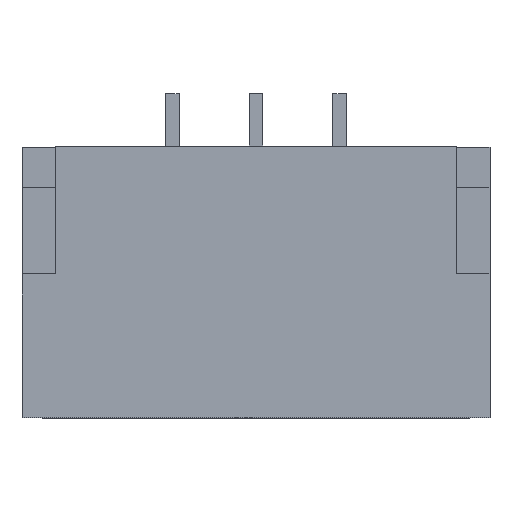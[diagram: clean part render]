
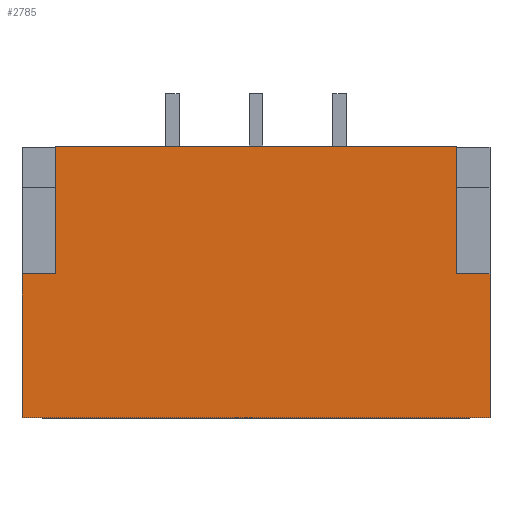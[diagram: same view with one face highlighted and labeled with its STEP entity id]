
A CAD part, top view. The second image highlights one B-rep face of the part: STEP entity #2785.
In plain terms, the highlighted planar face has unit normal (0, 0, 1).
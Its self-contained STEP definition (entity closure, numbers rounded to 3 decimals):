
#597 = PLANE('',#598);
#598 = AXIS2_PLACEMENT_3D('',#599,#600,#601);
#599 = CARTESIAN_POINT('',(-3.5,-2.75,0.1));
#600 = DIRECTION('',(1.,0.,0.));
#601 = DIRECTION('',(0.,1.,0.));
#625 = PLANE('',#626);
#626 = AXIS2_PLACEMENT_3D('',#627,#628,#629);
#627 = CARTESIAN_POINT('',(3.5,1.3,0.1));
#628 = DIRECTION('',(0.,-1.,0.));
#629 = DIRECTION('',(1.,0.,0.));
#653 = PLANE('',#654);
#654 = AXIS2_PLACEMENT_3D('',#655,#656,#657);
#655 = CARTESIAN_POINT('',(3.5,-2.75,0.1));
#656 = DIRECTION('',(-1.,0.,0.));
#657 = DIRECTION('',(0.,-1.,0.));
#1111 = VERTEX_POINT('',#1112);
#1112 = CARTESIAN_POINT('',(-3.,1.3,4.35));
#1126 = PLANE('',#1127);
#1127 = AXIS2_PLACEMENT_3D('',#1128,#1129,#1130);
#1128 = CARTESIAN_POINT('',(-3.,-0.6,4.35));
#1129 = DIRECTION('',(-1.,0.,0.));
#1130 = DIRECTION('',(0.,1.,0.));
#1138 = EDGE_CURVE('',#1139,#1111,#1141,.T.);
#1139 = VERTEX_POINT('',#1140);
#1140 = CARTESIAN_POINT('',(3.,1.3,4.35));
#1141 = SURFACE_CURVE('',#1142,(#1146,#1153),.PCURVE_S1.);
#1142 = LINE('',#1143,#1144);
#1143 = CARTESIAN_POINT('',(3.5,1.3,4.35));
#1144 = VECTOR('',#1145,1.);
#1145 = DIRECTION('',(-1.,0.,0.));
#1146 = PCURVE('',#625,#1147);
#1147 = DEFINITIONAL_REPRESENTATION('',(#1148),#1152);
#1148 = LINE('',#1149,#1150);
#1149 = CARTESIAN_POINT('',(0.,4.25));
#1150 = VECTOR('',#1151,1.);
#1151 = DIRECTION('',(-1.,0.));
#1152 = ( GEOMETRIC_REPRESENTATION_CONTEXT(2) 
PARAMETRIC_REPRESENTATION_CONTEXT() REPRESENTATION_CONTEXT('2D SPACE',''
  ) );
#1153 = PCURVE('',#1154,#1159);
#1154 = PLANE('',#1155);
#1155 = AXIS2_PLACEMENT_3D('',#1156,#1157,#1158);
#1156 = CARTESIAN_POINT('',(3.5,-2.75,4.35));
#1157 = DIRECTION('',(0.,0.,-1.));
#1158 = DIRECTION('',(1.,0.,0.));
#1159 = DEFINITIONAL_REPRESENTATION('',(#1160),#1164);
#1160 = LINE('',#1161,#1162);
#1161 = CARTESIAN_POINT('',(0.,-4.05));
#1162 = VECTOR('',#1163,1.);
#1163 = DIRECTION('',(-1.,0.));
#1164 = ( GEOMETRIC_REPRESENTATION_CONTEXT(2) 
PARAMETRIC_REPRESENTATION_CONTEXT() REPRESENTATION_CONTEXT('2D SPACE',''
  ) );
#1182 = PLANE('',#1183);
#1183 = AXIS2_PLACEMENT_3D('',#1184,#1185,#1186);
#1184 = CARTESIAN_POINT('',(3.,-0.6,4.35));
#1185 = DIRECTION('',(1.,0.,0.));
#1186 = DIRECTION('',(0.,1.,0.));
#1881 = VERTEX_POINT('',#1882);
#1882 = CARTESIAN_POINT('',(-3.5,-0.6,4.35));
#1898 = PLANE('',#1899);
#1899 = AXIS2_PLACEMENT_3D('',#1900,#1901,#1902);
#1900 = CARTESIAN_POINT('',(-3.,-0.6,4.35));
#1901 = DIRECTION('',(0.,1.,0.));
#1902 = DIRECTION('',(-1.,0.,0.));
#2182 = VERTEX_POINT('',#2183);
#2183 = CARTESIAN_POINT('',(-3.5,-2.75,4.35));
#2197 = PLANE('',#2198);
#2198 = AXIS2_PLACEMENT_3D('',#2199,#2200,#2201);
#2199 = CARTESIAN_POINT('',(3.5,-2.75,0.1));
#2200 = DIRECTION('',(0.,-1.,0.));
#2201 = DIRECTION('',(1.,0.,0.));
#2209 = EDGE_CURVE('',#2182,#1881,#2210,.T.);
#2210 = SURFACE_CURVE('',#2211,(#2215,#2222),.PCURVE_S1.);
#2211 = LINE('',#2212,#2213);
#2212 = CARTESIAN_POINT('',(-3.5,-2.75,4.35));
#2213 = VECTOR('',#2214,1.);
#2214 = DIRECTION('',(0.,1.,0.));
#2215 = PCURVE('',#597,#2216);
#2216 = DEFINITIONAL_REPRESENTATION('',(#2217),#2221);
#2217 = LINE('',#2218,#2219);
#2218 = CARTESIAN_POINT('',(0.,4.25));
#2219 = VECTOR('',#2220,1.);
#2220 = DIRECTION('',(1.,0.));
#2221 = ( GEOMETRIC_REPRESENTATION_CONTEXT(2) 
PARAMETRIC_REPRESENTATION_CONTEXT() REPRESENTATION_CONTEXT('2D SPACE',''
  ) );
#2222 = PCURVE('',#1154,#2223);
#2223 = DEFINITIONAL_REPRESENTATION('',(#2224),#2228);
#2224 = LINE('',#2225,#2226);
#2225 = CARTESIAN_POINT('',(-7.,0.));
#2226 = VECTOR('',#2227,1.);
#2227 = DIRECTION('',(0.,-1.));
#2228 = ( GEOMETRIC_REPRESENTATION_CONTEXT(2) 
PARAMETRIC_REPRESENTATION_CONTEXT() REPRESENTATION_CONTEXT('2D SPACE',''
  ) );
#2314 = VERTEX_POINT('',#2315);
#2315 = CARTESIAN_POINT('',(3.5,-0.6,4.35));
#2329 = PLANE('',#2330);
#2330 = AXIS2_PLACEMENT_3D('',#2331,#2332,#2333);
#2331 = CARTESIAN_POINT('',(3.,-0.6,4.35));
#2332 = DIRECTION('',(0.,-1.,0.));
#2333 = DIRECTION('',(1.,0.,0.));
#2341 = EDGE_CURVE('',#2342,#2314,#2344,.T.);
#2342 = VERTEX_POINT('',#2343);
#2343 = CARTESIAN_POINT('',(3.5,-2.75,4.35));
#2344 = SURFACE_CURVE('',#2345,(#2349,#2356),.PCURVE_S1.);
#2345 = LINE('',#2346,#2347);
#2346 = CARTESIAN_POINT('',(3.5,-2.75,4.35));
#2347 = VECTOR('',#2348,1.);
#2348 = DIRECTION('',(0.,1.,0.));
#2349 = PCURVE('',#653,#2350);
#2350 = DEFINITIONAL_REPRESENTATION('',(#2351),#2355);
#2351 = LINE('',#2352,#2353);
#2352 = CARTESIAN_POINT('',(0.,4.25));
#2353 = VECTOR('',#2354,1.);
#2354 = DIRECTION('',(-1.,0.));
#2355 = ( GEOMETRIC_REPRESENTATION_CONTEXT(2) 
PARAMETRIC_REPRESENTATION_CONTEXT() REPRESENTATION_CONTEXT('2D SPACE',''
  ) );
#2356 = PCURVE('',#1154,#2357);
#2357 = DEFINITIONAL_REPRESENTATION('',(#2358),#2362);
#2358 = LINE('',#2359,#2360);
#2359 = CARTESIAN_POINT('',(0.,0.));
#2360 = VECTOR('',#2361,1.);
#2361 = DIRECTION('',(0.,-1.));
#2362 = ( GEOMETRIC_REPRESENTATION_CONTEXT(2) 
PARAMETRIC_REPRESENTATION_CONTEXT() REPRESENTATION_CONTEXT('2D SPACE',''
  ) );
#2785 = ADVANCED_FACE('',(#2786),#1154,.F.);
#2786 = FACE_BOUND('',#2787,.T.);
#2787 = EDGE_LOOP('',(#2788,#2811,#2812,#2833,#2834,#2857,#2878,#2879));
#2788 = ORIENTED_EDGE('',*,*,#2789,.T.);
#2789 = EDGE_CURVE('',#2790,#1881,#2792,.T.);
#2790 = VERTEX_POINT('',#2791);
#2791 = CARTESIAN_POINT('',(-3.,-0.6,4.35));
#2792 = SURFACE_CURVE('',#2793,(#2797,#2804),.PCURVE_S1.);
#2793 = LINE('',#2794,#2795);
#2794 = CARTESIAN_POINT('',(-3.,-0.6,4.35));
#2795 = VECTOR('',#2796,1.);
#2796 = DIRECTION('',(-1.,0.,0.));
#2797 = PCURVE('',#1154,#2798);
#2798 = DEFINITIONAL_REPRESENTATION('',(#2799),#2803);
#2799 = LINE('',#2800,#2801);
#2800 = CARTESIAN_POINT('',(-6.5,-2.15));
#2801 = VECTOR('',#2802,1.);
#2802 = DIRECTION('',(-1.,0.));
#2803 = ( GEOMETRIC_REPRESENTATION_CONTEXT(2) 
PARAMETRIC_REPRESENTATION_CONTEXT() REPRESENTATION_CONTEXT('2D SPACE',''
  ) );
#2804 = PCURVE('',#1898,#2805);
#2805 = DEFINITIONAL_REPRESENTATION('',(#2806),#2810);
#2806 = LINE('',#2807,#2808);
#2807 = CARTESIAN_POINT('',(0.,0.));
#2808 = VECTOR('',#2809,1.);
#2809 = DIRECTION('',(1.,0.));
#2810 = ( GEOMETRIC_REPRESENTATION_CONTEXT(2) 
PARAMETRIC_REPRESENTATION_CONTEXT() REPRESENTATION_CONTEXT('2D SPACE',''
  ) );
#2811 = ORIENTED_EDGE('',*,*,#2209,.F.);
#2812 = ORIENTED_EDGE('',*,*,#2813,.F.);
#2813 = EDGE_CURVE('',#2342,#2182,#2814,.T.);
#2814 = SURFACE_CURVE('',#2815,(#2819,#2826),.PCURVE_S1.);
#2815 = LINE('',#2816,#2817);
#2816 = CARTESIAN_POINT('',(3.5,-2.75,4.35));
#2817 = VECTOR('',#2818,1.);
#2818 = DIRECTION('',(-1.,0.,0.));
#2819 = PCURVE('',#1154,#2820);
#2820 = DEFINITIONAL_REPRESENTATION('',(#2821),#2825);
#2821 = LINE('',#2822,#2823);
#2822 = CARTESIAN_POINT('',(0.,0.));
#2823 = VECTOR('',#2824,1.);
#2824 = DIRECTION('',(-1.,0.));
#2825 = ( GEOMETRIC_REPRESENTATION_CONTEXT(2) 
PARAMETRIC_REPRESENTATION_CONTEXT() REPRESENTATION_CONTEXT('2D SPACE',''
  ) );
#2826 = PCURVE('',#2197,#2827);
#2827 = DEFINITIONAL_REPRESENTATION('',(#2828),#2832);
#2828 = LINE('',#2829,#2830);
#2829 = CARTESIAN_POINT('',(0.,4.25));
#2830 = VECTOR('',#2831,1.);
#2831 = DIRECTION('',(-1.,0.));
#2832 = ( GEOMETRIC_REPRESENTATION_CONTEXT(2) 
PARAMETRIC_REPRESENTATION_CONTEXT() REPRESENTATION_CONTEXT('2D SPACE',''
  ) );
#2833 = ORIENTED_EDGE('',*,*,#2341,.T.);
#2834 = ORIENTED_EDGE('',*,*,#2835,.F.);
#2835 = EDGE_CURVE('',#2836,#2314,#2838,.T.);
#2836 = VERTEX_POINT('',#2837);
#2837 = CARTESIAN_POINT('',(3.,-0.6,4.35));
#2838 = SURFACE_CURVE('',#2839,(#2843,#2850),.PCURVE_S1.);
#2839 = LINE('',#2840,#2841);
#2840 = CARTESIAN_POINT('',(3.,-0.6,4.35));
#2841 = VECTOR('',#2842,1.);
#2842 = DIRECTION('',(1.,0.,0.));
#2843 = PCURVE('',#1154,#2844);
#2844 = DEFINITIONAL_REPRESENTATION('',(#2845),#2849);
#2845 = LINE('',#2846,#2847);
#2846 = CARTESIAN_POINT('',(-0.5,-2.15));
#2847 = VECTOR('',#2848,1.);
#2848 = DIRECTION('',(1.,0.));
#2849 = ( GEOMETRIC_REPRESENTATION_CONTEXT(2) 
PARAMETRIC_REPRESENTATION_CONTEXT() REPRESENTATION_CONTEXT('2D SPACE',''
  ) );
#2850 = PCURVE('',#2329,#2851);
#2851 = DEFINITIONAL_REPRESENTATION('',(#2852),#2856);
#2852 = LINE('',#2853,#2854);
#2853 = CARTESIAN_POINT('',(0.,0.));
#2854 = VECTOR('',#2855,1.);
#2855 = DIRECTION('',(1.,0.));
#2856 = ( GEOMETRIC_REPRESENTATION_CONTEXT(2) 
PARAMETRIC_REPRESENTATION_CONTEXT() REPRESENTATION_CONTEXT('2D SPACE',''
  ) );
#2857 = ORIENTED_EDGE('',*,*,#2858,.F.);
#2858 = EDGE_CURVE('',#1139,#2836,#2859,.T.);
#2859 = SURFACE_CURVE('',#2860,(#2864,#2871),.PCURVE_S1.);
#2860 = LINE('',#2861,#2862);
#2861 = CARTESIAN_POINT('',(3.,1.3,4.35));
#2862 = VECTOR('',#2863,1.);
#2863 = DIRECTION('',(0.,-1.,0.));
#2864 = PCURVE('',#1154,#2865);
#2865 = DEFINITIONAL_REPRESENTATION('',(#2866),#2870);
#2866 = LINE('',#2867,#2868);
#2867 = CARTESIAN_POINT('',(-0.5,-4.05));
#2868 = VECTOR('',#2869,1.);
#2869 = DIRECTION('',(0.,1.));
#2870 = ( GEOMETRIC_REPRESENTATION_CONTEXT(2) 
PARAMETRIC_REPRESENTATION_CONTEXT() REPRESENTATION_CONTEXT('2D SPACE',''
  ) );
#2871 = PCURVE('',#1182,#2872);
#2872 = DEFINITIONAL_REPRESENTATION('',(#2873),#2877);
#2873 = LINE('',#2874,#2875);
#2874 = CARTESIAN_POINT('',(1.9,0.));
#2875 = VECTOR('',#2876,1.);
#2876 = DIRECTION('',(-1.,0.));
#2877 = ( GEOMETRIC_REPRESENTATION_CONTEXT(2) 
PARAMETRIC_REPRESENTATION_CONTEXT() REPRESENTATION_CONTEXT('2D SPACE',''
  ) );
#2878 = ORIENTED_EDGE('',*,*,#1138,.T.);
#2879 = ORIENTED_EDGE('',*,*,#2880,.T.);
#2880 = EDGE_CURVE('',#1111,#2790,#2881,.T.);
#2881 = SURFACE_CURVE('',#2882,(#2886,#2893),.PCURVE_S1.);
#2882 = LINE('',#2883,#2884);
#2883 = CARTESIAN_POINT('',(-3.,1.3,4.35));
#2884 = VECTOR('',#2885,1.);
#2885 = DIRECTION('',(0.,-1.,0.));
#2886 = PCURVE('',#1154,#2887);
#2887 = DEFINITIONAL_REPRESENTATION('',(#2888),#2892);
#2888 = LINE('',#2889,#2890);
#2889 = CARTESIAN_POINT('',(-6.5,-4.05));
#2890 = VECTOR('',#2891,1.);
#2891 = DIRECTION('',(0.,1.));
#2892 = ( GEOMETRIC_REPRESENTATION_CONTEXT(2) 
PARAMETRIC_REPRESENTATION_CONTEXT() REPRESENTATION_CONTEXT('2D SPACE',''
  ) );
#2893 = PCURVE('',#1126,#2894);
#2894 = DEFINITIONAL_REPRESENTATION('',(#2895),#2899);
#2895 = LINE('',#2896,#2897);
#2896 = CARTESIAN_POINT('',(1.9,0.));
#2897 = VECTOR('',#2898,1.);
#2898 = DIRECTION('',(-1.,0.));
#2899 = ( GEOMETRIC_REPRESENTATION_CONTEXT(2) 
PARAMETRIC_REPRESENTATION_CONTEXT() REPRESENTATION_CONTEXT('2D SPACE',''
  ) );
